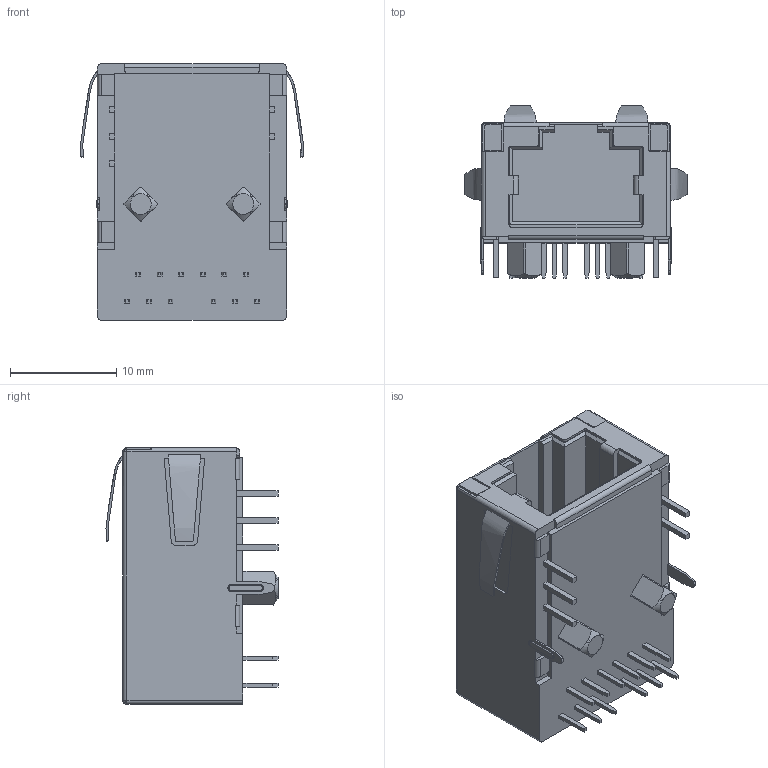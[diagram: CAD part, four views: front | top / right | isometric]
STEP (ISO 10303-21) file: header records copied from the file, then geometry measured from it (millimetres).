
FILE_DESCRIPTION (( 'STEP AP203' ), '1' );
FILE_NAME ('TMJK7036-1A98NL.STEP', '2022-11-04T09:26:08', ( '' ), ( '' ), 'SwSTEP 2.0', 'SolidWorks 2022', '' );
FILE_SCHEMA (( 'CONFIG_CONTROL_DESIGN' ));
Length unit declared in the file: millimetre
Products named in the file (1): TMJK7036-1A98NL
Bounding box: 20.93 x 16.17 x 24.13 mm (x, y, z)
Volume: 3907.1 mm3; surface area: 2603.8 mm2
Topology: 1 solids, 1 shells, 796 faces, 2130 edges, 1406 vertices
Faces by surface type: plane 538, bspline 149, cylinder 93, sphere 8, torus 8
Entity records: 33217 total; most frequent: CARTESIAN_POINT 14215, ORIENTED_EDGE 4260, DIRECTION 3253, EDGE_CURVE 2130, LINE 1583, VECTOR 1583, VERTEX_POINT 1406, EDGE_LOOP 866
